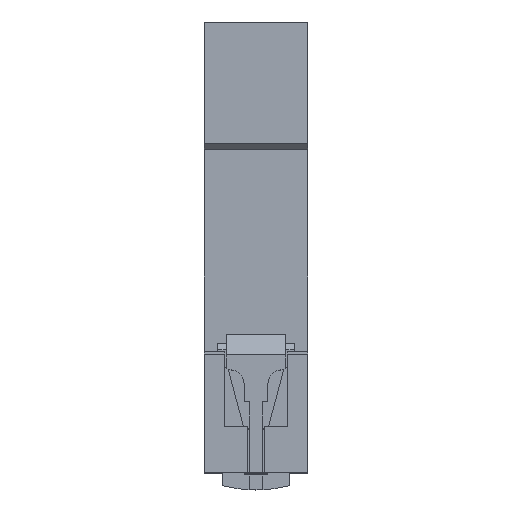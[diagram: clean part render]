
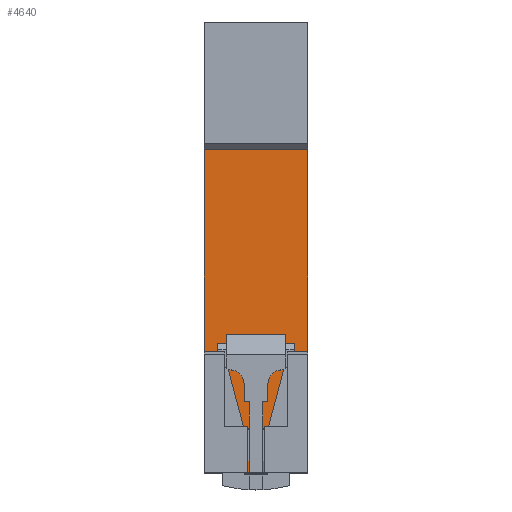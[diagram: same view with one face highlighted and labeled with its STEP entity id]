
A CAD part, top view. The second image highlights one B-rep face of the part: STEP entity #4640.
In plain terms, the highlighted planar face has unit normal (0, 0, 1).
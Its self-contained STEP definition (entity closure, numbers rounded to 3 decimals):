
#7 = VERTEX_POINT ( 'NONE', #3066 ) ;
#51 = VERTEX_POINT ( 'NONE', #3540 ) ;
#98 = CARTESIAN_POINT ( 'NONE',  ( -6.899, -18., 28.005 ) ) ;
#295 = VECTOR ( 'NONE', #2710, 1000. ) ;
#311 = VERTEX_POINT ( 'NONE', #98 ) ;
#391 = LINE ( 'NONE', #1259, #3887 ) ;
#526 = EDGE_CURVE ( 'NONE', #4037, #311, #391, .T. ) ;
#825 = ORIENTED_EDGE ( 'NONE', *, *, #2775, .T. ) ;
#826 = EDGE_CURVE ( 'NONE', #51, #2145, #2737, .T. ) ;
#921 = DIRECTION ( 'NONE',  ( 0., -1., 0. ) ) ;
#1032 = DIRECTION ( 'NONE',  ( 1., 0., 0. ) ) ;
#1087 = CARTESIAN_POINT ( 'NONE',  ( 6.899, -39., 28.005 ) ) ;
#1222 = FACE_OUTER_BOUND ( 'NONE', #4762, .T. ) ;
#1242 = DIRECTION ( 'NONE',  ( 0., -1., 0. ) ) ;
#1259 = CARTESIAN_POINT ( 'NONE',  ( -6.899, -39., 28.005 ) ) ;
#1294 = ORIENTED_EDGE ( 'NONE', *, *, #526, .F. ) ;
#1295 = CARTESIAN_POINT ( 'NONE',  ( -9., -18., 28.005 ) ) ;
#1352 = DIRECTION ( 'NONE',  ( 1., 0., 0. ) ) ;
#1492 = AXIS2_PLACEMENT_3D ( 'NONE', #5912, #4093, #1352 ) ;
#1672 = EDGE_CURVE ( 'NONE', #2151, #2942, #5795, .T. ) ;
#1903 = EDGE_CURVE ( 'NONE', #2942, #4456, #3561, .T. ) ;
#2052 = ORIENTED_EDGE ( 'NONE', *, *, #5638, .T. ) ;
#2145 = VERTEX_POINT ( 'NONE', #3285 ) ;
#2151 = VERTEX_POINT ( 'NONE', #4672 ) ;
#2338 = LINE ( 'NONE', #3775, #4800 ) ;
#2354 = CARTESIAN_POINT ( 'NONE',  ( 9., 18., 28.005 ) ) ;
#2673 = DIRECTION ( 'NONE',  ( 1., 0., 0. ) ) ;
#2710 = DIRECTION ( 'NONE',  ( -1., 0., 0. ) ) ;
#2714 = LINE ( 'NONE', #5461, #295 ) ;
#2737 = LINE ( 'NONE', #1087, #5186 ) ;
#2775 = EDGE_CURVE ( 'NONE', #2151, #7, #5699, .T. ) ;
#2852 = LINE ( 'NONE', #1295, #4080 ) ;
#2909 = DIRECTION ( 'NONE',  ( 0., 1., 0. ) ) ;
#2942 = VERTEX_POINT ( 'NONE', #2354 ) ;
#3043 = CARTESIAN_POINT ( 'NONE',  ( 9., -18., 28.005 ) ) ;
#3062 = CARTESIAN_POINT ( 'NONE',  ( 9., -18., 28.005 ) ) ;
#3066 = CARTESIAN_POINT ( 'NONE',  ( -9., -18., 28.005 ) ) ;
#3285 = CARTESIAN_POINT ( 'NONE',  ( 6.899, -18., 28.005 ) ) ;
#3517 = DIRECTION ( 'NONE',  ( 0., 1., 0. ) ) ;
#3540 = CARTESIAN_POINT ( 'NONE',  ( 6.899, -39., 28.005 ) ) ;
#3550 = DIRECTION ( 'NONE',  ( 1., 0., 0. ) ) ;
#3561 = LINE ( 'NONE', #3062, #4488 ) ;
#3575 = ORIENTED_EDGE ( 'NONE', *, *, #5340, .T. ) ;
#3775 = CARTESIAN_POINT ( 'NONE',  ( -9., -18., 28.005 ) ) ;
#3887 = VECTOR ( 'NONE', #3517, 1000. ) ;
#4018 = CARTESIAN_POINT ( 'NONE',  ( -9., 18., 28.005 ) ) ;
#4037 = VERTEX_POINT ( 'NONE', #4282 ) ;
#4080 = VECTOR ( 'NONE', #2673, 1000. ) ;
#4092 = ORIENTED_EDGE ( 'NONE', *, *, #826, .T. ) ;
#4093 = DIRECTION ( 'NONE',  ( 0., 0., 1. ) ) ;
#4282 = CARTESIAN_POINT ( 'NONE',  ( -6.899, -39., 28.005 ) ) ;
#4358 = ORIENTED_EDGE ( 'NONE', *, *, #1672, .F. ) ;
#4456 = VERTEX_POINT ( 'NONE', #3043 ) ;
#4479 = VECTOR ( 'NONE', #921, 1000. ) ;
#4488 = VECTOR ( 'NONE', #1242, 1000. ) ;
#4530 = PLANE ( 'NONE',  #1492 ) ;
#4616 = EDGE_CURVE ( 'NONE', #51, #4037, #2714, .T. ) ;
#4640 = ADVANCED_FACE ( 'NONE', ( #1222 ), #4530, .T. ) ;
#4672 = CARTESIAN_POINT ( 'NONE',  ( -9., 18., 28.005 ) ) ;
#4702 = VECTOR ( 'NONE', #3550, 1000. ) ;
#4762 = EDGE_LOOP ( 'NONE', ( #4092, #2052, #5141, #4358, #825, #3575, #1294, #5194 ) ) ;
#4800 = VECTOR ( 'NONE', #1032, 1000. ) ;
#5141 = ORIENTED_EDGE ( 'NONE', *, *, #1903, .F. ) ;
#5186 = VECTOR ( 'NONE', #2909, 1000. ) ;
#5194 = ORIENTED_EDGE ( 'NONE', *, *, #4616, .F. ) ;
#5340 = EDGE_CURVE ( 'NONE', #7, #311, #2852, .T. ) ;
#5461 = CARTESIAN_POINT ( 'NONE',  ( -1.4, -39., 28.005 ) ) ;
#5486 = CARTESIAN_POINT ( 'NONE',  ( -9., -18., 28.005 ) ) ;
#5638 = EDGE_CURVE ( 'NONE', #2145, #4456, #2338, .T. ) ;
#5699 = LINE ( 'NONE', #5486, #4479 ) ;
#5795 = LINE ( 'NONE', #4018, #4702 ) ;
#5912 = CARTESIAN_POINT ( 'NONE',  ( -9., -18., 28.005 ) ) ;
